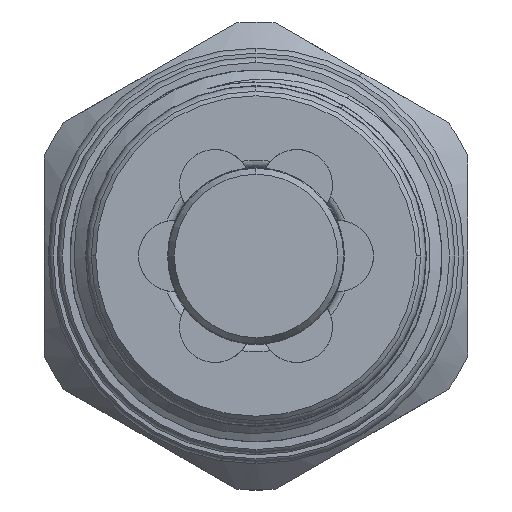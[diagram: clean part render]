
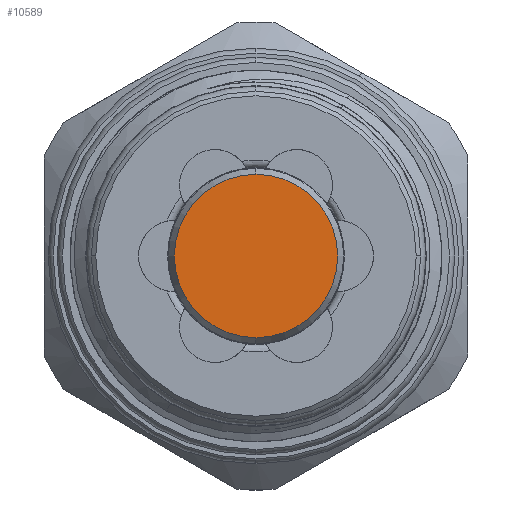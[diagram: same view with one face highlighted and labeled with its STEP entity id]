
A CAD part, left-side view. The second image highlights one B-rep face of the part: STEP entity #10589.
In plain terms, the highlighted planar face has unit normal (-1, 0, 0).
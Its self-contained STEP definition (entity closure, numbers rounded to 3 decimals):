
#522 = CARTESIAN_POINT ( 'NONE',  ( -85.814, 0., -5.511 ) ) ;
#1149 = DIRECTION ( 'NONE',  ( 0., 0., 1. ) ) ;
#1230 = AXIS2_PLACEMENT_3D ( 'NONE', #6072, #4138, #1149 ) ;
#2247 = DIRECTION ( 'NONE',  ( -1., 0., 0. ) ) ;
#2904 = DIRECTION ( 'NONE',  ( -1., 0., 0. ) ) ;
#3318 = EDGE_CURVE ( 'NONE', #9616, #10616, #7062, .T. ) ;
#3893 = CARTESIAN_POINT ( 'NONE',  ( -85.814, 0., 0. ) ) ;
#4138 = DIRECTION ( 'NONE',  ( -1., 0., 0. ) ) ;
#5912 = FACE_OUTER_BOUND ( 'NONE', #7367, .T. ) ;
#6072 = CARTESIAN_POINT ( 'NONE',  ( -85.814, 0., 0. ) ) ;
#7062 = CIRCLE ( 'NONE', #1230, 5.511 ) ;
#7178 = CARTESIAN_POINT ( 'NONE',  ( -85.814, 0., 0. ) ) ;
#7367 = EDGE_LOOP ( 'NONE', ( #7846, #9512 ) ) ;
#7846 = ORIENTED_EDGE ( 'NONE', *, *, #3318, .T. ) ;
#8951 = DIRECTION ( 'NONE',  ( 0., 0., 1. ) ) ;
#9512 = ORIENTED_EDGE ( 'NONE', *, *, #11393, .T. ) ;
#9616 = VERTEX_POINT ( 'NONE', #522 ) ;
#10194 = DIRECTION ( 'NONE',  ( 0., 0., 1. ) ) ;
#10306 = AXIS2_PLACEMENT_3D ( 'NONE', #7178, #2247, #10194 ) ;
#10589 = ADVANCED_FACE ( 'NONE', ( #5912 ), #11266, .T. ) ;
#10616 = VERTEX_POINT ( 'NONE', #11140 ) ;
#11140 = CARTESIAN_POINT ( 'NONE',  ( -85.814, 0., 5.511 ) ) ;
#11266 = PLANE ( 'NONE',  #10306 ) ;
#11319 = CIRCLE ( 'NONE', #12140, 5.511 ) ;
#11393 = EDGE_CURVE ( 'NONE', #10616, #9616, #11319, .T. ) ;
#12140 = AXIS2_PLACEMENT_3D ( 'NONE', #3893, #2904, #8951 ) ;
